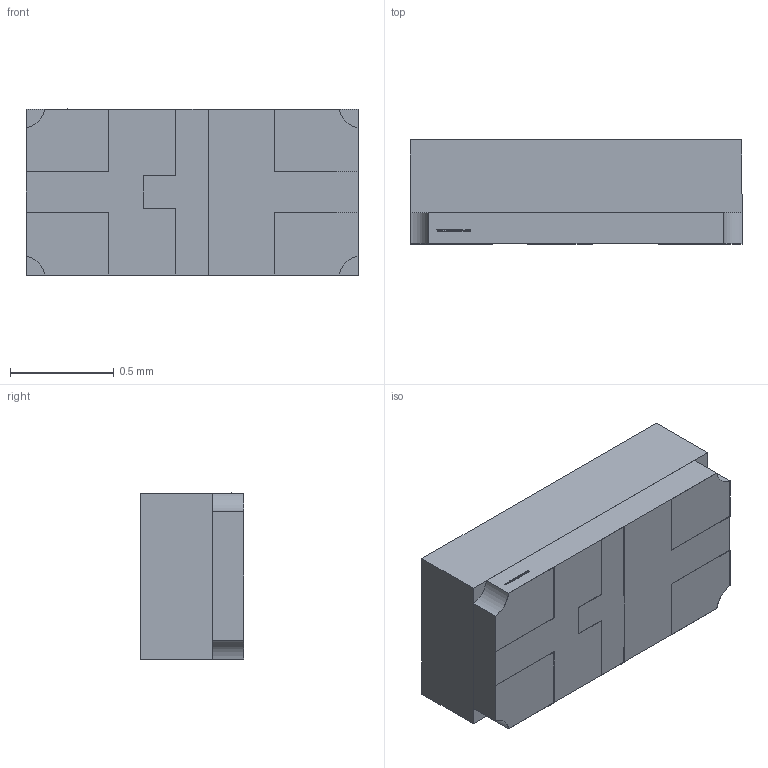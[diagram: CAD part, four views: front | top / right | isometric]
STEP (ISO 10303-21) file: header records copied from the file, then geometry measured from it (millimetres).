
FILE_DESCRIPTION (( 'STEP AP214' ), '1' );
FILE_NAME ('APHB1608.step', '2020-12-07T12:10:43+00:00', 'Stefan Hamminga', '', '', '', '');
FILE_SCHEMA (( 'AUTOMOTIVE_DESIGN' ));
Length unit declared in the file: millimetre
Products named in the file (1): APHB1608
Bounding box: 1.6 x 0.5 x 0.8 mm (x, y, z)
Volume: 0.6 mm3; surface area: 8.7 mm2
Topology: 7 solids, 7 shells, 337 faces, 885 edges, 590 vertices
Faces by surface type: plane 213, bspline 116, cylinder 8
Entity records: 11000 total; most frequent: CARTESIAN_POINT 4014, ORIENTED_EDGE 1766, EDGE_CURVE 883, LINE 625, VERTEX_POINT 584, EDGE_LOOP 365, MECHANICAL_DESIGN_GEOMETRIC_PRESENTATION_REPRESENTATION 344, PRESENTATION_LAYER_ASSIGNMENT 344
